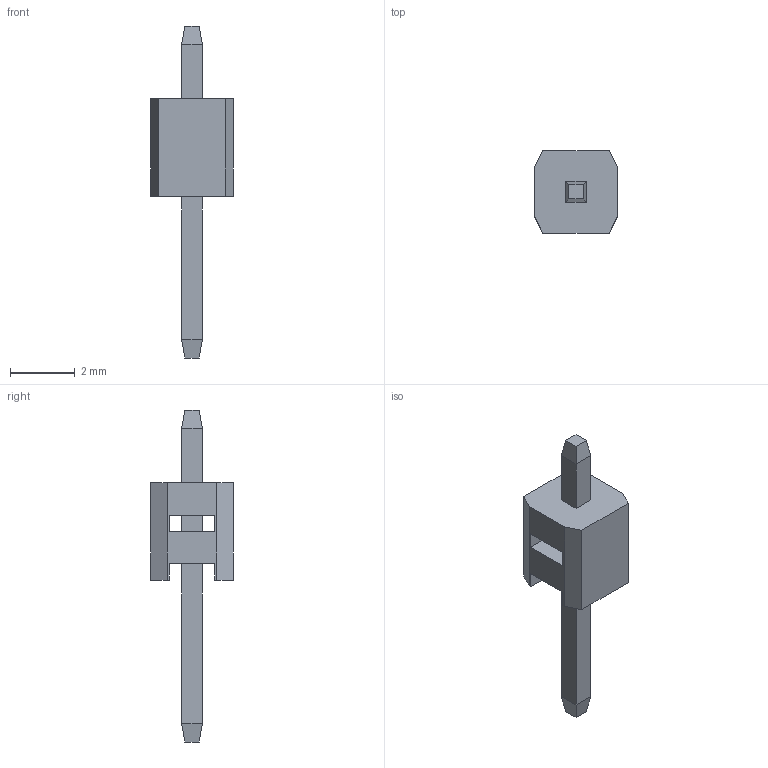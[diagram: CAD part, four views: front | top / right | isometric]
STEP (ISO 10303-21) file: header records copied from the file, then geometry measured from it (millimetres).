
FILE_DESCRIPTION (( 'STEP AP214' ), '1' );
FILE_NAME ('FPH25449-S01S1014041501B-REF.STEP', '2026-01-13T07:56:41', ( '' ), ( '' ), 'SwSTEP 2.0', 'SolidWorks 2021', '' );
FILE_SCHEMA (( 'AUTOMOTIVE_DESIGN' ));
Length unit declared in the file: millimetre
Products named in the file (1): FPH25449-S01S1014041501B-REF
Bounding box: 2.54 x 2.54 x 10.25 mm (x, y, z)
Volume: 18.3 mm3; surface area: 69.4 mm2
Topology: 1 solids, 1 shells, 40 faces, 100 edges, 64 vertices
Faces by surface type: plane 40
Entity records: 1202 total; most frequent: CARTESIAN_POINT 205, ORIENTED_EDGE 200, DIRECTION 182, EDGE_CURVE 100, VECTOR 100, LINE 100, VERTEX_POINT 64, EDGE_LOOP 46
